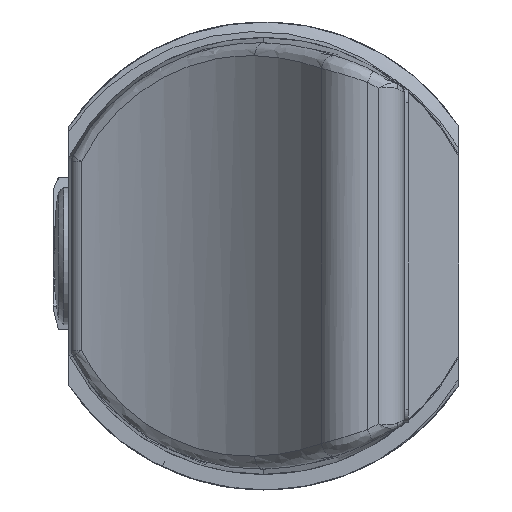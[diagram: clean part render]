
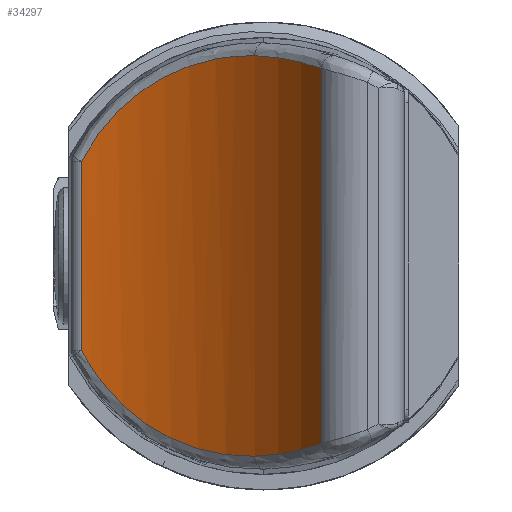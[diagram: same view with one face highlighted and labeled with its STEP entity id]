
A CAD part, left-side view. The second image highlights one B-rep face of the part: STEP entity #34297.
In plain terms, the highlighted cylindrical face has radius 14 mm (diameter 28 mm), a partial arc.
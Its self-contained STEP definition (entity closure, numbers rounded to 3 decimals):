
#15985=CARTESIAN_POINT('',(-36.26,-2.22,
-7.209));
#15986=CARTESIAN_POINT('',(-36.029,-2.095,
-7.254));
#15987=CARTESIAN_POINT('',(-35.581,-1.837,
-7.34));
#15988=CARTESIAN_POINT('',(-34.945,-1.421,
-7.457));
#15989=CARTESIAN_POINT('',(-34.353,-0.988,
-7.555));
#15990=CARTESIAN_POINT('',(-33.809,-0.545,
-7.63));
#15991=CARTESIAN_POINT('',(-33.311,-0.098,
-7.681));
#15992=CARTESIAN_POINT('',(-33.009,0.2,
-7.697));
#15993=CARTESIAN_POINT('',(-32.865,0.348,
-7.701));
#15995=CARTESIAN_POINT('',(-32.865,0.348,
-7.701));
#15996=CARTESIAN_POINT('',(-32.721,0.497,
-7.705));
#15997=CARTESIAN_POINT('',(-32.445,0.794,
-7.703));
#15998=CARTESIAN_POINT('',(-32.069,1.236,
-7.672));
#15999=CARTESIAN_POINT('',(-31.727,1.672,
-7.614));
#16000=CARTESIAN_POINT('',(-31.416,2.101,
-7.529));
#16001=CARTESIAN_POINT('',(-31.134,2.524,
-7.418));
#16002=CARTESIAN_POINT('',(-30.877,2.939,
-7.281));
#16003=CARTESIAN_POINT('',(-30.644,3.345,
-7.118));
#16004=CARTESIAN_POINT('',(-30.434,3.743,
-6.93));
#16005=CARTESIAN_POINT('',(-30.244,4.132,
-6.717));
#16006=CARTESIAN_POINT('',(-30.072,4.51,
-6.478));
#16007=CARTESIAN_POINT('',(-29.918,4.878,
-6.213));
#16008=CARTESIAN_POINT('',(-29.781,5.234,
-5.922));
#16009=CARTESIAN_POINT('',(-29.66,5.576,
-5.605));
#16010=CARTESIAN_POINT('',(-29.553,5.902,
-5.262));
#16011=CARTESIAN_POINT('',(-29.459,6.212,
-4.892));
#16012=CARTESIAN_POINT('',(-29.379,6.502,
-4.497));
#16013=CARTESIAN_POINT('',(-29.311,6.77,
-4.079));
#16014=CARTESIAN_POINT('',(-29.273,6.932,
-3.787));
#16015=CARTESIAN_POINT('',(-29.255,7.009,
-3.637));
#16017=DIRECTION('',(0.,0.,1.));
#16018=VECTOR('',#16017,7.274);
#16019=CARTESIAN_POINT('',(-29.255,7.009,
-3.637));
#16020=LINE('',#16019,#16018);
#16021=CARTESIAN_POINT('',(-29.255,7.009,
3.637));
#16022=CARTESIAN_POINT('',(-29.273,6.932,
3.787));
#16023=CARTESIAN_POINT('',(-29.311,6.77,
4.079));
#16024=CARTESIAN_POINT('',(-29.379,6.502,
4.498));
#16025=CARTESIAN_POINT('',(-29.459,6.212,
4.892));
#16026=CARTESIAN_POINT('',(-29.553,5.902,
5.262));
#16027=CARTESIAN_POINT('',(-29.66,5.576,
5.605));
#16028=CARTESIAN_POINT('',(-29.781,5.234,
5.922));
#16029=CARTESIAN_POINT('',(-29.918,4.878,
6.213));
#16030=CARTESIAN_POINT('',(-30.072,4.51,
6.478));
#16031=CARTESIAN_POINT('',(-30.244,4.132,
6.717));
#16032=CARTESIAN_POINT('',(-30.434,3.743,
6.931));
#16033=CARTESIAN_POINT('',(-30.645,3.345,
7.118));
#16034=CARTESIAN_POINT('',(-30.877,2.939,
7.281));
#16035=CARTESIAN_POINT('',(-31.134,2.524,
7.418));
#16036=CARTESIAN_POINT('',(-31.416,2.101,
7.529));
#16037=CARTESIAN_POINT('',(-31.727,1.672,
7.614));
#16038=CARTESIAN_POINT('',(-32.069,1.236,
7.672));
#16039=CARTESIAN_POINT('',(-32.445,0.794,
7.703));
#16040=CARTESIAN_POINT('',(-32.721,0.497,
7.705));
#16041=CARTESIAN_POINT('',(-32.865,0.348,
7.701));
#16043=CARTESIAN_POINT('',(-32.865,0.348,
7.701));
#16044=CARTESIAN_POINT('',(-33.009,0.2,
7.697));
#16045=CARTESIAN_POINT('',(-33.311,-0.098,
7.681));
#16046=CARTESIAN_POINT('',(-33.809,-0.545,
7.63));
#16047=CARTESIAN_POINT('',(-34.353,-0.988,
7.555));
#16048=CARTESIAN_POINT('',(-34.945,-1.421,
7.457));
#16049=CARTESIAN_POINT('',(-35.581,-1.837,
7.34));
#16050=CARTESIAN_POINT('',(-36.029,-2.095,
7.254));
#16051=CARTESIAN_POINT('',(-36.26,-2.22,
7.209));
#16053=DIRECTION('',(0.,0.,1.));
#16054=VECTOR('',#16053,14.418);
#16055=CARTESIAN_POINT('',(-36.26,-2.22,
-7.209));
#16056=LINE('',#16055,#16054);
#16146=CARTESIAN_POINT('',(-36.26,-2.22,
-7.209));
#16148=CARTESIAN_POINT('',(-36.26,-2.22,
7.209));
#17518=VERTEX_POINT('',#16146);
#17520=VERTEX_POINT('',#15993);
#17521=VERTEX_POINT('',#16015);
#17527=CARTESIAN_POINT('',(-29.255,7.009,
3.637));
#17528=VERTEX_POINT('',#17527);
#17531=VERTEX_POINT('',#16148);
#17534=VERTEX_POINT('',#16043);
#34280=CARTESIAN_POINT('',(-42.91,10.1,-8.4));
#34281=DIRECTION('',(0.,0.,1.));
#34282=DIRECTION('',(0.,1.,0.));
#34283=AXIS2_PLACEMENT_3D('',#34280,#34281,#34282);
#34284=CYLINDRICAL_SURFACE('',#34283,14.);
#34285=ORIENTED_EDGE('',*,*,#34204,.T.);
#34286=ORIENTED_EDGE('',*,*,#34271,.T.);
#34288=ORIENTED_EDGE('',*,*,#34287,.T.);
#34290=ORIENTED_EDGE('',*,*,#34289,.T.);
#34292=ORIENTED_EDGE('',*,*,#34291,.T.);
#34294=ORIENTED_EDGE('',*,*,#34293,.F.);
#34295=EDGE_LOOP('',(#34285,#34286,#34288,#34290,#34292,#34294));
#34296=FACE_OUTER_BOUND('',#34295,.F.);
#34297=ADVANCED_FACE('',(#34296),#34284,.F.);
#15994=B_SPLINE_CURVE_WITH_KNOTS('',3,(#15985,#15986,#15987,#15988,#15989,
#15990,#15991,#15992,#15993),.UNSPECIFIED.,.F.,.F.,(4,1,1,1,1,1,4),(0.,
0.167,0.333,0.5,0.667,0.833,
1.),.UNSPECIFIED.);
#16016=B_SPLINE_CURVE_WITH_KNOTS('',3,(#15995,#15996,#15997,#15998,#15999,
#16000,#16001,#16002,#16003,#16004,#16005,#16006,#16007,#16008,#16009,#16010,
#16011,#16012,#16013,#16014,#16015),.UNSPECIFIED.,.F.,.F.,(4,1,1,1,1,1,1,1,1,1,
1,1,1,1,1,1,1,1,4),(0.,0.056,0.111,0.167,
0.222,0.278,0.333,0.389,
0.444,0.5,0.556,0.611,0.667,
0.722,0.778,0.833,0.889,
0.944,1.),.UNSPECIFIED.);
#16042=B_SPLINE_CURVE_WITH_KNOTS('',3,(#16021,#16022,#16023,#16024,#16025,
#16026,#16027,#16028,#16029,#16030,#16031,#16032,#16033,#16034,#16035,#16036,
#16037,#16038,#16039,#16040,#16041),.UNSPECIFIED.,.F.,.F.,(4,1,1,1,1,1,1,1,1,1,
1,1,1,1,1,1,1,1,4),(0.,0.056,0.111,0.167,
0.222,0.278,0.333,0.389,
0.444,0.5,0.556,0.611,0.667,
0.722,0.778,0.833,0.889,
0.944,1.),.UNSPECIFIED.);
#16052=B_SPLINE_CURVE_WITH_KNOTS('',3,(#16043,#16044,#16045,#16046,#16047,
#16048,#16049,#16050,#16051),.UNSPECIFIED.,.F.,.F.,(4,1,1,1,1,1,4),(0.,
0.167,0.333,0.5,0.667,0.833,
1.),.UNSPECIFIED.);
#34204=EDGE_CURVE('',#17518,#17520,#15994,.T.);
#34271=EDGE_CURVE('',#17520,#17521,#16016,.T.);
#34287=EDGE_CURVE('',#17521,#17528,#16020,.T.);
#34289=EDGE_CURVE('',#17528,#17534,#16042,.T.);
#34291=EDGE_CURVE('',#17534,#17531,#16052,.T.);
#34293=EDGE_CURVE('',#17518,#17531,#16056,.T.);
